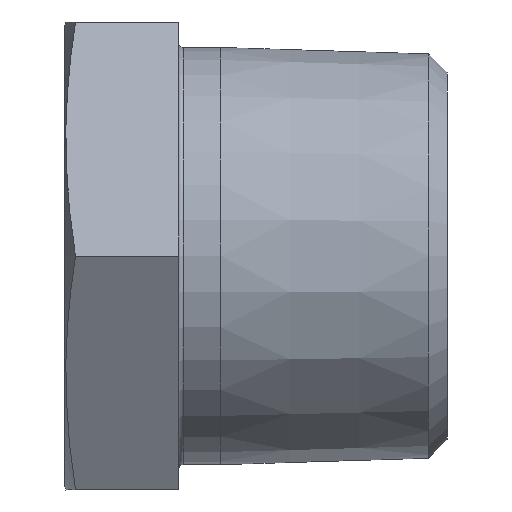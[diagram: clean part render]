
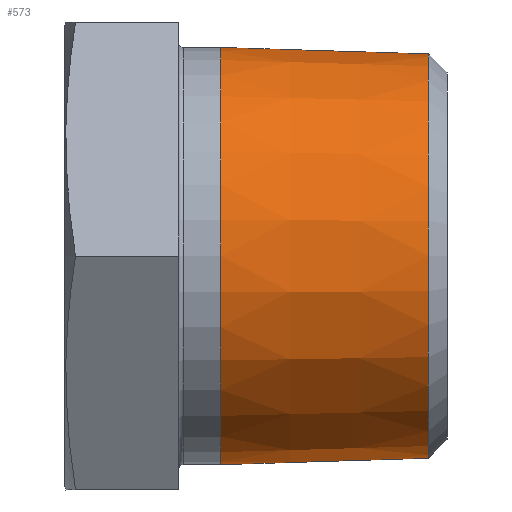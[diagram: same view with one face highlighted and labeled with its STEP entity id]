
A CAD part, front view. The second image highlights one B-rep face of the part: STEP entity #573.
In plain terms, the highlighted conical face has half-angle 1.79 degrees and reference radius 13.22 mm.
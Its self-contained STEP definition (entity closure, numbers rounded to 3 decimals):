
#573 = ADVANCED_FACE ( 'NONE', ( #3600, #3685 ), #7704, .T. ) ;
#1057 = DIRECTION ( 'NONE',  ( 0., 0., 1. ) ) ;
#1896 = DIRECTION ( 'NONE',  ( -1., 0., 0. ) ) ;
#3226 = CIRCLE ( 'NONE', #6268, 13.377 ) ;
#3435 = CARTESIAN_POINT ( 'NONE',  ( 15., 0., 0. ) ) ;
#3500 = DIRECTION ( 'NONE',  ( 0., 0., 1. ) ) ;
#3600 = FACE_BOUND ( 'NONE', #15770, .T. ) ;
#3685 = FACE_OUTER_BOUND ( 'NONE', #10736, .T. ) ;
#4688 = CARTESIAN_POINT ( 'NONE',  ( 10., 0., 13.377 ) ) ;
#6268 = AXIS2_PLACEMENT_3D ( 'NONE', #6428, #15341, #3500 ) ;
#6428 = CARTESIAN_POINT ( 'NONE',  ( 10., 0., 0. ) ) ;
#7704 = CONICAL_SURFACE ( 'NONE', #9647, 13.22, 0.031 ) ;
#8729 = ORIENTED_EDGE ( 'NONE', *, *, #12466, .T. ) ;
#8869 = EDGE_CURVE ( 'NONE', #16445, #16445, #3226, .T. ) ;
#9647 = AXIS2_PLACEMENT_3D ( 'NONE', #3435, #14138, #1057 ) ;
#9971 = VERTEX_POINT ( 'NONE', #15235 ) ;
#10345 = AXIS2_PLACEMENT_3D ( 'NONE', #14954, #1896, #16433 ) ;
#10457 = ORIENTED_EDGE ( 'NONE', *, *, #8869, .F. ) ;
#10736 = EDGE_LOOP ( 'NONE', ( #10457 ) ) ;
#12466 = EDGE_CURVE ( 'NONE', #9971, #9971, #16151, .T. ) ;
#14138 = DIRECTION ( 'NONE',  ( -1., 0., 0. ) ) ;
#14954 = CARTESIAN_POINT ( 'NONE',  ( 23.301, 0., 0. ) ) ;
#15235 = CARTESIAN_POINT ( 'NONE',  ( 23.301, 0., -12.961 ) ) ;
#15341 = DIRECTION ( 'NONE',  ( -1., 0., 0. ) ) ;
#15770 = EDGE_LOOP ( 'NONE', ( #8729 ) ) ;
#16151 = CIRCLE ( 'NONE', #10345, 12.961 ) ;
#16433 = DIRECTION ( 'NONE',  ( 0., 0., -1. ) ) ;
#16445 = VERTEX_POINT ( 'NONE', #4688 ) ;
